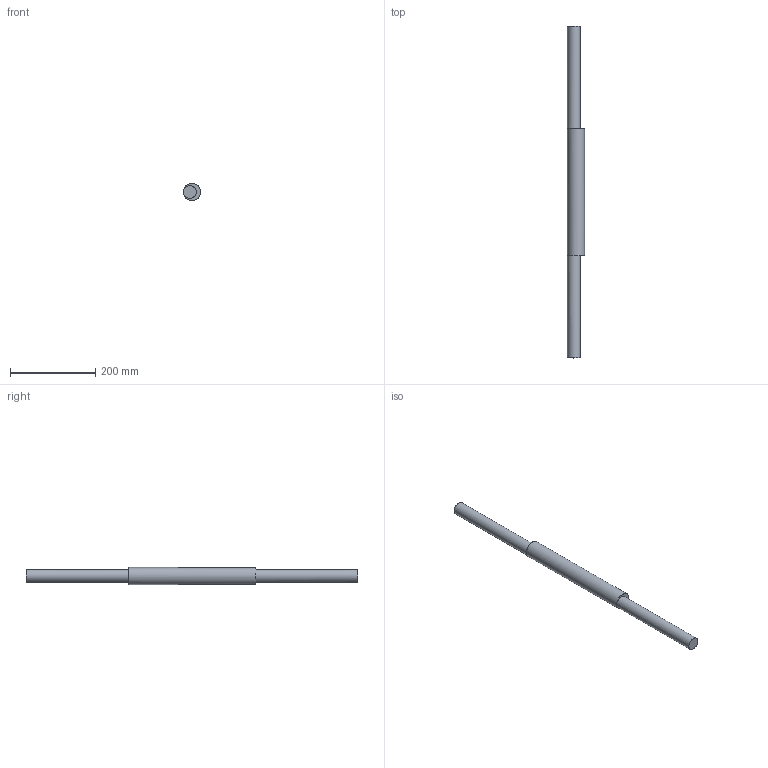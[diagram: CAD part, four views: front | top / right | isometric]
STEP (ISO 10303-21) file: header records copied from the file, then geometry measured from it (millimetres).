
FILE_DESCRIPTION(/* description */ (''),/* implementation_level */ '2;1');
FILE_NAME(/* name */ 'arbre excentrique v2.step',/* time_stamp */ '2022-09-19T17:15:05+02:00',/* author */ (''),/* organization */ (''),/* preprocessor_version */ 'ST-DEVELOPER v19',/* originating_system */ 'Autodesk Translation Framework v11.7.0.108',/* authorisation */ '');
FILE_SCHEMA (('AUTOMOTIVE_DESIGN { 1 0 10303 214 3 1 1 }'));
Length unit declared in the file: millimetre
Products named in the file (1): arbre excentrique
Bounding box: 40 x 780 x 40 mm (x, y, z)
Volume: 716283.1 mm3; surface area: 85451.3 mm2
Topology: 1 solids, 1 shells, 7 faces, 10 edges, 5 vertices
Faces by surface type: plane 4, cylinder 3
Full cylindrical faces by diameter (mm): 30 x2, 40 x1
Entity records: 184 total; most frequent: DIRECTION 33, CARTESIAN_POINT 23, ORIENTED_EDGE 20, AXIS2_PLACEMENT_3D 15, EDGE_CURVE 10, FACE_OUTER_BOUND 7, EDGE_LOOP 7, CIRCLE 7
